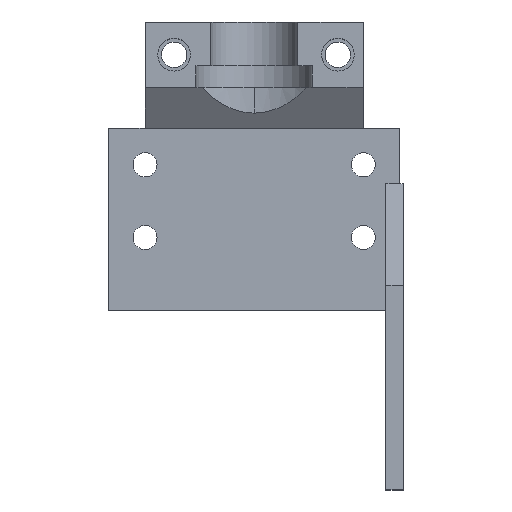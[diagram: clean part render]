
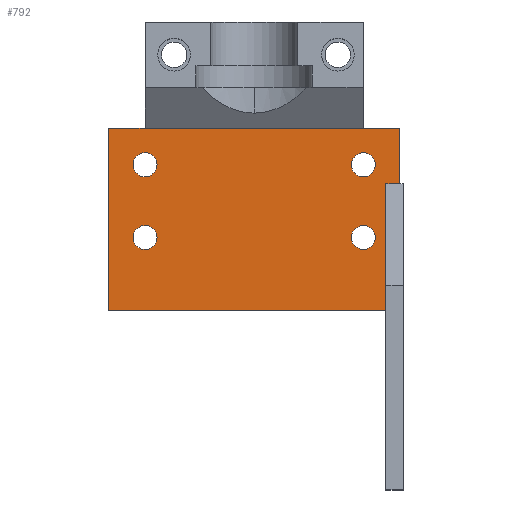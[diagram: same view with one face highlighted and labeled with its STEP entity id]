
A CAD part, top view. The second image highlights one B-rep face of the part: STEP entity #792.
In plain terms, the highlighted planar face has unit normal (0, 0, 1).
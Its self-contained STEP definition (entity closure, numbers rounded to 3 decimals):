
#10 = LINE ( 'NONE', #733, #242 ) ;
#43 = DIRECTION ( 'NONE',  ( 0., 0., 1. ) ) ;
#59 = EDGE_CURVE ( 'NONE', #1463, #1429, #10, .T. ) ;
#61 = CARTESIAN_POINT ( 'NONE',  ( 16.65, 8.5, 3. ) ) ;
#72 = CARTESIAN_POINT ( 'NONE',  ( 18.1, -11.5, 3. ) ) ;
#80 = VERTEX_POINT ( 'NONE', #1315 ) ;
#85 = VERTEX_POINT ( 'NONE', #261 ) ;
#88 = DIRECTION ( 'NONE',  ( 0., 1., 0. ) ) ;
#109 = DIRECTION ( 'NONE',  ( 0., 0., 1. ) ) ;
#125 = FACE_BOUND ( 'NONE', #240, .T. ) ;
#146 = CIRCLE ( 'NONE', #1218, 1.65 ) ;
#157 = VERTEX_POINT ( 'NONE', #880 ) ;
#160 = FACE_BOUND ( 'NONE', #1147, .T. ) ;
#162 = CARTESIAN_POINT ( 'NONE',  ( -16.65, 8.5, 3. ) ) ;
#181 = EDGE_CURVE ( 'NONE', #80, #385, #1140, .T. ) ;
#188 = CARTESIAN_POINT ( 'NONE',  ( 15., 13.5, 3. ) ) ;
#197 = DIRECTION ( 'NONE',  ( -1., 0., 0. ) ) ;
#208 = CARTESIAN_POINT ( 'NONE',  ( -15., -1.5, 3. ) ) ;
#210 = LINE ( 'NONE', #1159, #709 ) ;
#218 = AXIS2_PLACEMENT_3D ( 'NONE', #719, #496, #1318 ) ;
#220 = VECTOR ( 'NONE', #456, 1000. ) ;
#240 = EDGE_LOOP ( 'NONE', ( #1543, #1498 ) ) ;
#241 = DIRECTION ( 'NONE',  ( 1., 0., 0. ) ) ;
#242 = VECTOR ( 'NONE', #588, 1000. ) ;
#256 = PLANE ( 'NONE',  #218 ) ;
#261 = CARTESIAN_POINT ( 'NONE',  ( -13.35, 8.5, 3. ) ) ;
#266 = VERTEX_POINT ( 'NONE', #1173 ) ;
#268 = FACE_BOUND ( 'NONE', #1213, .T. ) ;
#274 = EDGE_CURVE ( 'NONE', #385, #80, #1516, .T. ) ;
#287 = ORIENTED_EDGE ( 'NONE', *, *, #1424, .T. ) ;
#292 = DIRECTION ( 'NONE',  ( 0., -1., 0. ) ) ;
#301 = VERTEX_POINT ( 'NONE', #1066 ) ;
#347 = ORIENTED_EDGE ( 'NONE', *, *, #401, .F. ) ;
#365 = DIRECTION ( 'NONE',  ( 1., 0., 0. ) ) ;
#373 = VECTOR ( 'NONE', #241, 1000. ) ;
#385 = VERTEX_POINT ( 'NONE', #61 ) ;
#388 = EDGE_CURVE ( 'NONE', #1024, #1051, #876, .T. ) ;
#401 = EDGE_CURVE ( 'NONE', #1262, #85, #916, .T. ) ;
#405 = DIRECTION ( 'NONE',  ( 1., 0., 0. ) ) ;
#430 = EDGE_CURVE ( 'NONE', #157, #266, #590, .T. ) ;
#438 = CARTESIAN_POINT ( 'NONE',  ( -20., 13.5, 3. ) ) ;
#456 = DIRECTION ( 'NONE',  ( 0., 1., 0. ) ) ;
#479 = EDGE_LOOP ( 'NONE', ( #347, #766 ) ) ;
#496 = DIRECTION ( 'NONE',  ( 0., 0., -1. ) ) ;
#499 = VECTOR ( 'NONE', #292, 1000. ) ;
#508 = LINE ( 'NONE', #1456, #1370 ) ;
#516 = CIRCLE ( 'NONE', #1111, 1.65 ) ;
#536 = ORIENTED_EDGE ( 'NONE', *, *, #988, .T. ) ;
#553 = CARTESIAN_POINT ( 'NONE',  ( 15., 13.5, 3. ) ) ;
#580 = CARTESIAN_POINT ( 'NONE',  ( -15., 8.5, 3. ) ) ;
#588 = DIRECTION ( 'NONE',  ( -1., 0., 0. ) ) ;
#590 = CIRCLE ( 'NONE', #738, 1.65 ) ;
#609 = AXIS2_PLACEMENT_3D ( 'NONE', #208, #1041, #919 ) ;
#621 = CARTESIAN_POINT ( 'NONE',  ( -16.65, -1.5, 3. ) ) ;
#623 = FACE_BOUND ( 'NONE', #479, .T. ) ;
#633 = VECTOR ( 'NONE', #197, 1000. ) ;
#645 = ORIENTED_EDGE ( 'NONE', *, *, #1278, .T. ) ;
#650 = ORIENTED_EDGE ( 'NONE', *, *, #965, .T. ) ;
#661 = LINE ( 'NONE', #940, #220 ) ;
#667 = CARTESIAN_POINT ( 'NONE',  ( -20., -11.5, 3. ) ) ;
#685 = AXIS2_PLACEMENT_3D ( 'NONE', #580, #1528, #942 ) ;
#692 = ORIENTED_EDGE ( 'NONE', *, *, #1246, .F. ) ;
#709 = VECTOR ( 'NONE', #88, 1000. ) ;
#716 = VERTEX_POINT ( 'NONE', #901 ) ;
#718 = DIRECTION ( 'NONE',  ( 1., 0., 0. ) ) ;
#719 = CARTESIAN_POINT ( 'NONE',  ( 0., 0., 3. ) ) ;
#728 = VERTEX_POINT ( 'NONE', #72 ) ;
#733 = CARTESIAN_POINT ( 'NONE',  ( -20., 13.5, 3. ) ) ;
#738 = AXIS2_PLACEMENT_3D ( 'NONE', #1090, #1199, #863 ) ;
#743 = ORIENTED_EDGE ( 'NONE', *, *, #1493, .T. ) ;
#755 = CARTESIAN_POINT ( 'NONE',  ( -15., 8.5, 3. ) ) ;
#766 = ORIENTED_EDGE ( 'NONE', *, *, #883, .F. ) ;
#792 = ADVANCED_FACE ( 'NONE', ( #1451, #623, #160, #125, #268 ), #256, .F. ) ;
#796 = DIRECTION ( 'NONE',  ( 1., 0., 0. ) ) ;
#824 = CARTESIAN_POINT ( 'NONE',  ( 18.1, 5.9, 3. ) ) ;
#838 = AXIS2_PLACEMENT_3D ( 'NONE', #920, #109, #796 ) ;
#844 = CARTESIAN_POINT ( 'NONE',  ( 18.1, 5.9, 3. ) ) ;
#857 = CIRCLE ( 'NONE', #609, 1.65 ) ;
#863 = DIRECTION ( 'NONE',  ( 1., 0., 0. ) ) ;
#865 = DIRECTION ( 'NONE',  ( 0., 0., 1. ) ) ;
#876 = LINE ( 'NONE', #1363, #499 ) ;
#880 = CARTESIAN_POINT ( 'NONE',  ( 16.65, -1.5, 3. ) ) ;
#883 = EDGE_CURVE ( 'NONE', #85, #1262, #1327, .T. ) ;
#889 = CARTESIAN_POINT ( 'NONE',  ( 15., 8.5, 3. ) ) ;
#890 = VERTEX_POINT ( 'NONE', #824 ) ;
#898 = CARTESIAN_POINT ( 'NONE',  ( -20., 13.5, 3. ) ) ;
#901 = CARTESIAN_POINT ( 'NONE',  ( -13.35, -1.5, 3. ) ) ;
#903 = VERTEX_POINT ( 'NONE', #1098 ) ;
#915 = LINE ( 'NONE', #844, #373 ) ;
#916 = CIRCLE ( 'NONE', #938, 1.65 ) ;
#919 = DIRECTION ( 'NONE',  ( 1., 0., 0. ) ) ;
#920 = CARTESIAN_POINT ( 'NONE',  ( 15., 8.5, 3. ) ) ;
#925 = CARTESIAN_POINT ( 'NONE',  ( -15., -1.5, 3. ) ) ;
#938 = AXIS2_PLACEMENT_3D ( 'NONE', #755, #1243, #1253 ) ;
#940 = CARTESIAN_POINT ( 'NONE',  ( 20., -11.5, 3. ) ) ;
#942 = DIRECTION ( 'NONE',  ( 1., 0., 0. ) ) ;
#965 = EDGE_CURVE ( 'NONE', #903, #1024, #1497, .T. ) ;
#969 = CARTESIAN_POINT ( 'NONE',  ( 15., -1.5, 3. ) ) ;
#970 = EDGE_CURVE ( 'NONE', #1429, #903, #1124, .T. ) ;
#988 = EDGE_CURVE ( 'NONE', #728, #890, #210, .T. ) ;
#1007 = ORIENTED_EDGE ( 'NONE', *, *, #274, .F. ) ;
#1024 = VERTEX_POINT ( 'NONE', #898 ) ;
#1041 = DIRECTION ( 'NONE',  ( 0., 0., 1. ) ) ;
#1051 = VERTEX_POINT ( 'NONE', #667 ) ;
#1066 = CARTESIAN_POINT ( 'NONE',  ( 20., 5.9, 3. ) ) ;
#1090 = CARTESIAN_POINT ( 'NONE',  ( 15., -1.5, 3. ) ) ;
#1098 = CARTESIAN_POINT ( 'NONE',  ( -15., 13.5, 3. ) ) ;
#1111 = AXIS2_PLACEMENT_3D ( 'NONE', #969, #865, #1351 ) ;
#1124 = LINE ( 'NONE', #188, #1390 ) ;
#1140 = CIRCLE ( 'NONE', #1462, 1.65 ) ;
#1147 = EDGE_LOOP ( 'NONE', ( #1217, #1007 ) ) ;
#1159 = CARTESIAN_POINT ( 'NONE',  ( 18.1, 0., 3. ) ) ;
#1173 = CARTESIAN_POINT ( 'NONE',  ( 13.35, -1.5, 3. ) ) ;
#1199 = DIRECTION ( 'NONE',  ( 0., 0., 1. ) ) ;
#1213 = EDGE_LOOP ( 'NONE', ( #1330, #692 ) ) ;
#1217 = ORIENTED_EDGE ( 'NONE', *, *, #181, .F. ) ;
#1218 = AXIS2_PLACEMENT_3D ( 'NONE', #925, #1306, #365 ) ;
#1243 = DIRECTION ( 'NONE',  ( 0., 0., 1. ) ) ;
#1246 = EDGE_CURVE ( 'NONE', #716, #1525, #857, .T. ) ;
#1253 = DIRECTION ( 'NONE',  ( 1., 0., 0. ) ) ;
#1262 = VERTEX_POINT ( 'NONE', #162 ) ;
#1278 = EDGE_CURVE ( 'NONE', #890, #301, #915, .T. ) ;
#1306 = DIRECTION ( 'NONE',  ( 0., 0., 1. ) ) ;
#1315 = CARTESIAN_POINT ( 'NONE',  ( 13.35, 8.5, 3. ) ) ;
#1318 = DIRECTION ( 'NONE',  ( -1., 0., 0. ) ) ;
#1327 = CIRCLE ( 'NONE', #685, 1.65 ) ;
#1330 = ORIENTED_EDGE ( 'NONE', *, *, #1431, .F. ) ;
#1351 = DIRECTION ( 'NONE',  ( 1., 0., 0. ) ) ;
#1358 = CARTESIAN_POINT ( 'NONE',  ( 20., 13.5, 3. ) ) ;
#1363 = CARTESIAN_POINT ( 'NONE',  ( -20., -11.5, 3. ) ) ;
#1370 = VECTOR ( 'NONE', #718, 1000. ) ;
#1379 = ORIENTED_EDGE ( 'NONE', *, *, #970, .T. ) ;
#1390 = VECTOR ( 'NONE', #1398, 1000. ) ;
#1395 = EDGE_LOOP ( 'NONE', ( #645, #287, #1447, #1379, #650, #1415, #743, #536 ) ) ;
#1398 = DIRECTION ( 'NONE',  ( -1., 0., 0. ) ) ;
#1415 = ORIENTED_EDGE ( 'NONE', *, *, #388, .T. ) ;
#1424 = EDGE_CURVE ( 'NONE', #301, #1463, #661, .T. ) ;
#1429 = VERTEX_POINT ( 'NONE', #553 ) ;
#1431 = EDGE_CURVE ( 'NONE', #1525, #716, #146, .T. ) ;
#1447 = ORIENTED_EDGE ( 'NONE', *, *, #59, .T. ) ;
#1451 = FACE_OUTER_BOUND ( 'NONE', #1395, .T. ) ;
#1456 = CARTESIAN_POINT ( 'NONE',  ( -20., -11.5, 3. ) ) ;
#1462 = AXIS2_PLACEMENT_3D ( 'NONE', #889, #43, #405 ) ;
#1463 = VERTEX_POINT ( 'NONE', #1358 ) ;
#1493 = EDGE_CURVE ( 'NONE', #1051, #728, #508, .T. ) ;
#1497 = LINE ( 'NONE', #438, #633 ) ;
#1498 = ORIENTED_EDGE ( 'NONE', *, *, #430, .F. ) ;
#1516 = CIRCLE ( 'NONE', #838, 1.65 ) ;
#1522 = EDGE_CURVE ( 'NONE', #266, #157, #516, .T. ) ;
#1525 = VERTEX_POINT ( 'NONE', #621 ) ;
#1528 = DIRECTION ( 'NONE',  ( 0., 0., 1. ) ) ;
#1543 = ORIENTED_EDGE ( 'NONE', *, *, #1522, .F. ) ;
